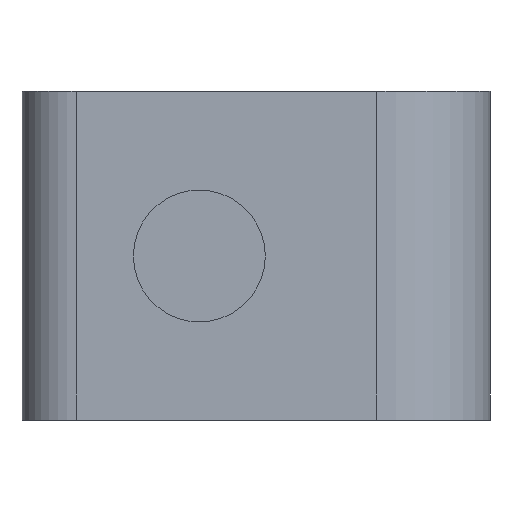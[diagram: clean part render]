
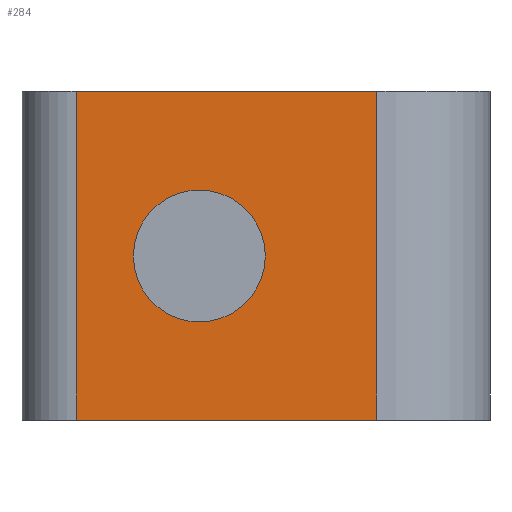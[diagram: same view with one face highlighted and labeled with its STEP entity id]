
A CAD part, front view. The second image highlights one B-rep face of the part: STEP entity #284.
In plain terms, the highlighted face is planar.
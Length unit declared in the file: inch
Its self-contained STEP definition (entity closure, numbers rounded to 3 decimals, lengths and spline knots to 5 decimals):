
#2 = CARTESIAN_POINT ( 'NONE',  ( 0., 0., 0.667 ) ) ;
#26 = VERTEX_POINT ( 'NONE', #1941 ) ;
#172 = CIRCLE ( 'NONE', #315, 0.13386 ) ;
#230 = DIRECTION ( 'NONE',  ( 0., 0., 1. ) ) ;
#284 = ADVANCED_FACE ( 'NONE', ( #1842, #1532 ), #1040, .F. ) ;
#300 = CARTESIAN_POINT ( 'NONE',  ( 0.84, 0., 0.667 ) ) ;
#303 = CARTESIAN_POINT ( 'NONE',  ( 0.84, 0., 0.667 ) ) ;
#315 = AXIS2_PLACEMENT_3D ( 'NONE', #1078, #1056, #230 ) ;
#316 = LINE ( 'NONE', #303, #1730 ) ;
#377 = EDGE_CURVE ( 'NONE', #1197, #1581, #702, .T. ) ;
#429 = CARTESIAN_POINT ( 'NONE',  ( 0.59, 0., 0.333 ) ) ;
#519 = ORIENTED_EDGE ( 'NONE', *, *, #2091, .T. ) ;
#520 = LINE ( 'NONE', #1187, #1927 ) ;
#625 = EDGE_LOOP ( 'NONE', ( #1157, #519, #1544, #1113 ) ) ;
#655 = VERTEX_POINT ( 'NONE', #979 ) ;
#668 = DIRECTION ( 'NONE',  ( -1., 0., 0. ) ) ;
#690 = CARTESIAN_POINT ( 'NONE',  ( 0., 0., 0. ) ) ;
#702 = LINE ( 'NONE', #690, #2026 ) ;
#767 = AXIS2_PLACEMENT_3D ( 'NONE', #429, #1469, #2140 ) ;
#776 = CARTESIAN_POINT ( 'NONE',  ( 0.84, 0., 0. ) ) ;
#979 = CARTESIAN_POINT ( 'NONE',  ( 0.23, 0., 0.667 ) ) ;
#1040 = PLANE ( 'NONE',  #1850 ) ;
#1056 = DIRECTION ( 'NONE',  ( 0., 1., 0. ) ) ;
#1078 = CARTESIAN_POINT ( 'NONE',  ( 0.59, 0., 0.333 ) ) ;
#1112 = EDGE_CURVE ( 'NONE', #1400, #26, #1426, .T. ) ;
#1113 = ORIENTED_EDGE ( 'NONE', *, *, #1715, .T. ) ;
#1140 = DIRECTION ( 'NONE',  ( 0., 0., -1. ) ) ;
#1147 = ORIENTED_EDGE ( 'NONE', *, *, #1647, .F. ) ;
#1157 = ORIENTED_EDGE ( 'NONE', *, *, #1478, .F. ) ;
#1184 = DIRECTION ( 'NONE',  ( 0., -1., 0. ) ) ;
#1187 = CARTESIAN_POINT ( 'NONE',  ( 0., 0., 0.667 ) ) ;
#1197 = VERTEX_POINT ( 'NONE', #776 ) ;
#1217 = DIRECTION ( 'NONE',  ( 0., 0., 1. ) ) ;
#1249 = LINE ( 'NONE', #1915, #1722 ) ;
#1400 = VERTEX_POINT ( 'NONE', #2007 ) ;
#1426 = CIRCLE ( 'NONE', #767, 0.13386 ) ;
#1469 = DIRECTION ( 'NONE',  ( 0., 1., 0. ) ) ;
#1478 = EDGE_CURVE ( 'NONE', #1933, #655, #520, .T. ) ;
#1532 = FACE_OUTER_BOUND ( 'NONE', #625, .T. ) ;
#1536 = DIRECTION ( 'NONE',  ( -1., 0., 0. ) ) ;
#1544 = ORIENTED_EDGE ( 'NONE', *, *, #377, .T. ) ;
#1581 = VERTEX_POINT ( 'NONE', #1891 ) ;
#1647 = EDGE_CURVE ( 'NONE', #26, #1400, #172, .T. ) ;
#1715 = EDGE_CURVE ( 'NONE', #1581, #655, #1249, .T. ) ;
#1722 = VECTOR ( 'NONE', #1217, 39.37008 ) ;
#1730 = VECTOR ( 'NONE', #1140, 39.37008 ) ;
#1747 = ORIENTED_EDGE ( 'NONE', *, *, #1112, .F. ) ;
#1842 = FACE_BOUND ( 'NONE', #2147, .T. ) ;
#1850 = AXIS2_PLACEMENT_3D ( 'NONE', #2, #1184, #2003 ) ;
#1891 = CARTESIAN_POINT ( 'NONE',  ( 0.23, 0., 0. ) ) ;
#1915 = CARTESIAN_POINT ( 'NONE',  ( 0.23, 0., 0.667 ) ) ;
#1927 = VECTOR ( 'NONE', #1536, 39.37008 ) ;
#1933 = VERTEX_POINT ( 'NONE', #300 ) ;
#1941 = CARTESIAN_POINT ( 'NONE',  ( 0.59, 0., 0.19914 ) ) ;
#2003 = DIRECTION ( 'NONE',  ( 0., 0., -1. ) ) ;
#2007 = CARTESIAN_POINT ( 'NONE',  ( 0.59, 0., 0.46686 ) ) ;
#2026 = VECTOR ( 'NONE', #668, 39.37008 ) ;
#2091 = EDGE_CURVE ( 'NONE', #1933, #1197, #316, .T. ) ;
#2140 = DIRECTION ( 'NONE',  ( 0., 0., 1. ) ) ;
#2147 = EDGE_LOOP ( 'NONE', ( #1747, #1147 ) ) ;
